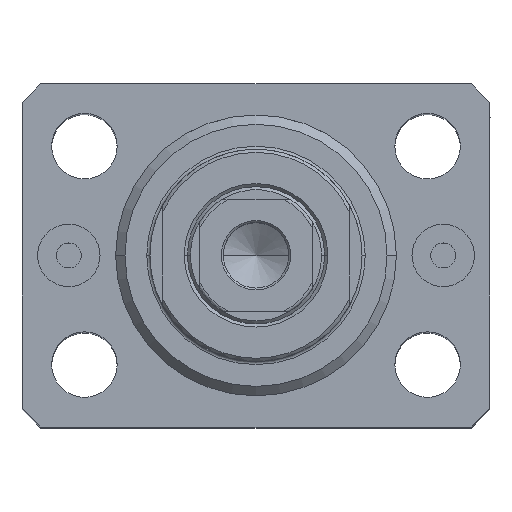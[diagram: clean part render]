
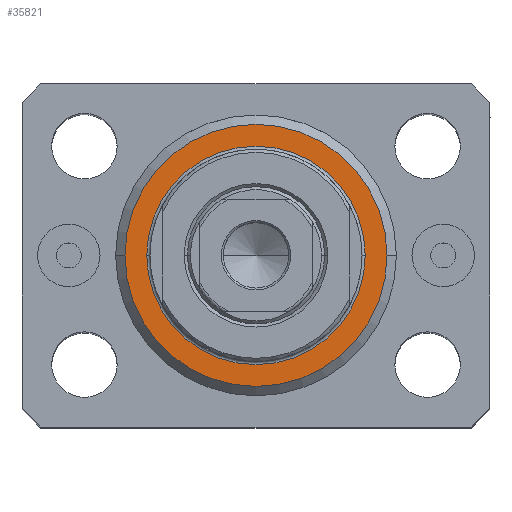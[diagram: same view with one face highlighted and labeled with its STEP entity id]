
A CAD part, top view. The second image highlights one B-rep face of the part: STEP entity #35821.
In plain terms, the highlighted face is planar.
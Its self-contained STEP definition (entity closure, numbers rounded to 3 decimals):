
#1720 = EDGE_CURVE ( 'NONE', #40514, #11195, #14703, .T. ) ;
#2339 = DIRECTION ( 'NONE',  ( 0., 0., -1. ) ) ;
#4145 = DIRECTION ( 'NONE',  ( 1., 0., 0. ) ) ;
#4608 = DIRECTION ( 'NONE',  ( 1., 0., 0. ) ) ;
#10285 = ORIENTED_EDGE ( 'NONE', *, *, #39689, .T. ) ;
#10655 = CARTESIAN_POINT ( 'NONE',  ( 0., 0., 0. ) ) ;
#11195 = VERTEX_POINT ( 'NONE', #37497 ) ;
#11333 = DIRECTION ( 'NONE',  ( 0., 0., -1. ) ) ;
#11832 = AXIS2_PLACEMENT_3D ( 'NONE', #29622, #33212, #40394 ) ;
#12289 = EDGE_CURVE ( 'NONE', #28042, #20292, #22774, .T. ) ;
#13795 = EDGE_CURVE ( 'NONE', #20292, #28042, #28656, .T. ) ;
#14289 = AXIS2_PLACEMENT_3D ( 'NONE', #10655, #20331, #4145 ) ;
#14703 = CIRCLE ( 'NONE', #25486, 21. ) ;
#14824 = AXIS2_PLACEMENT_3D ( 'NONE', #32914, #2339, #18523 ) ;
#14935 = DIRECTION ( 'NONE',  ( 1., 0., 0. ) ) ;
#18523 = DIRECTION ( 'NONE',  ( 1., 0., 0. ) ) ;
#19584 = EDGE_LOOP ( 'NONE', ( #38697, #10285 ) ) ;
#19715 = FACE_OUTER_BOUND ( 'NONE', #19584, .T. ) ;
#20292 = VERTEX_POINT ( 'NONE', #38107 ) ;
#20331 = DIRECTION ( 'NONE',  ( 0., 0., 1. ) ) ;
#21250 = DIRECTION ( 'NONE',  ( 0., 0., 1. ) ) ;
#22774 = CIRCLE ( 'NONE', #37848, 17.5 ) ;
#24601 = CARTESIAN_POINT ( 'NONE',  ( 0., 0., 0. ) ) ;
#24616 = CARTESIAN_POINT ( 'NONE',  ( 0., 0., 0. ) ) ;
#25486 = AXIS2_PLACEMENT_3D ( 'NONE', #24601, #11333, #14935 ) ;
#26816 = EDGE_LOOP ( 'NONE', ( #42789, #33504 ) ) ;
#28042 = VERTEX_POINT ( 'NONE', #41088 ) ;
#28656 = CIRCLE ( 'NONE', #14289, 17.5 ) ;
#29622 = CARTESIAN_POINT ( 'NONE',  ( 0., 0., 0. ) ) ;
#32914 = CARTESIAN_POINT ( 'NONE',  ( 0., 0., 0. ) ) ;
#33212 = DIRECTION ( 'NONE',  ( 0., 0., 1. ) ) ;
#33504 = ORIENTED_EDGE ( 'NONE', *, *, #12289, .T. ) ;
#35177 = CARTESIAN_POINT ( 'NONE',  ( 21., 0., 0. ) ) ;
#35821 = ADVANCED_FACE ( 'NONE', ( #36602, #19715 ), #43770, .F. ) ;
#36602 = FACE_BOUND ( 'NONE', #26816, .T. ) ;
#37497 = CARTESIAN_POINT ( 'NONE',  ( -21., 0., 0. ) ) ;
#37848 = AXIS2_PLACEMENT_3D ( 'NONE', #24616, #21250, #4608 ) ;
#38107 = CARTESIAN_POINT ( 'NONE',  ( 17.5, 0., 0. ) ) ;
#38697 = ORIENTED_EDGE ( 'NONE', *, *, #1720, .T. ) ;
#39210 = CIRCLE ( 'NONE', #14824, 21. ) ;
#39689 = EDGE_CURVE ( 'NONE', #11195, #40514, #39210, .T. ) ;
#40394 = DIRECTION ( 'NONE',  ( 1., 0., 0. ) ) ;
#40514 = VERTEX_POINT ( 'NONE', #35177 ) ;
#41088 = CARTESIAN_POINT ( 'NONE',  ( -17.5, 0., 0. ) ) ;
#42789 = ORIENTED_EDGE ( 'NONE', *, *, #13795, .T. ) ;
#43770 = PLANE ( 'NONE',  #11832 ) ;
